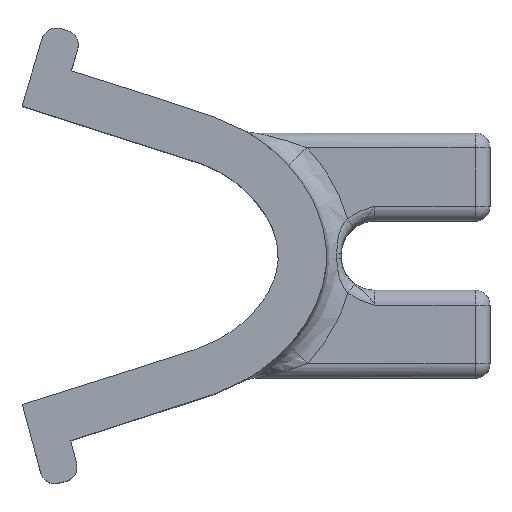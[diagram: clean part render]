
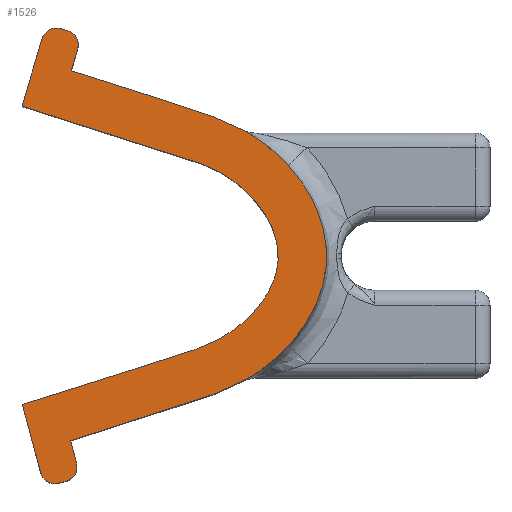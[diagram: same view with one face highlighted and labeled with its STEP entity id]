
A CAD part, top view. The second image highlights one B-rep face of the part: STEP entity #1526.
In plain terms, the highlighted planar face has unit normal (0, 0, 1).
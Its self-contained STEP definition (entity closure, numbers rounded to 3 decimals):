
#72=B_SPLINE_CURVE_WITH_KNOTS('',3,(#2578,#2579,#2580,#2581,#2582,#2583,
#2584,#2585,#2586,#2587,#2588,#2589,#2590,#2591,#2592,#2593,#2594,#2595,
#2596,#2597,#2598,#2599,#2600,#2601,#2602,#2603,#2604,#2605,#2606,#2607,
#2608,#2609,#2610,#2611,#2612,#2613,#2614),.UNSPECIFIED.,.F.,.F.,(4,3,3,
3,3,3,3,3,3,3,3,3,4),(-0.943,-0.859,-0.777,
-0.699,-0.624,-0.555,-0.504,
-0.456,-0.391,-0.315,-0.247,
-0.166,-0.058),.UNSPECIFIED.);
#92=B_SPLINE_CURVE_WITH_KNOTS('',3,(#3378,#3379,#3380,#3381,#3382,#3383,
#3384,#3385,#3386,#3387,#3388,#3389,#3390,#3391,#3392,#3393,#3394,#3395,
#3396,#3397,#3398,#3399,#3400,#3401,#3402,#3403,#3404,#3405,#3406,#3407,
#3408,#3409,#3410,#3411,#3412,#3413,#3414),.UNSPECIFIED.,.F.,.F.,(4,3,3,
3,3,3,3,3,3,3,3,3,4),(0.,0.149,0.244,0.307,
0.368,0.438,0.503,0.571,
0.636,0.705,0.778,0.904,
1.),.UNSPECIFIED.);
#111=PLANE('',#1657);
#173=FACE_OUTER_BOUND('',#268,.T.);
#268=EDGE_LOOP('',(#1251,#1252,#1253,#1254,#1255,#1256,#1257,#1258,#1259,
#1260,#1261,#1262));
#322=LINE('',#2184,#435);
#339=LINE('',#2354,#452);
#343=LINE('',#2364,#456);
#350=LINE('',#2389,#463);
#387=LINE('',#3299,#500);
#388=LINE('',#3302,#501);
#435=VECTOR('',#1757,10.);
#452=VECTOR('',#1796,10.);
#456=VECTOR('',#1806,10.);
#463=VECTOR('',#1827,10.);
#500=VECTOR('',#1954,10.);
#501=VECTOR('',#1957,10.);
#544=CIRCLE('',#1587,2.);
#549=CIRCLE('',#1595,2.);
#554=CIRCLE('',#1602,2.);
#559=CIRCLE('',#1609,2.);
#620=VERTEX_POINT('',#2171);
#621=VERTEX_POINT('',#2172);
#625=VERTEX_POINT('',#2182);
#647=VERTEX_POINT('',#2326);
#656=VERTEX_POINT('',#2349);
#657=VERTEX_POINT('',#2356);
#658=VERTEX_POINT('',#2357);
#659=VERTEX_POINT('',#2362);
#668=VERTEX_POINT('',#2382);
#669=VERTEX_POINT('',#2383);
#670=VERTEX_POINT('',#2388);
#720=VERTEX_POINT('',#3301);
#759=EDGE_CURVE('',#620,#621,#544,.T.);
#765=EDGE_CURVE('',#620,#625,#322,.T.);
#788=EDGE_CURVE('',#647,#625,#549,.T.);
#799=EDGE_CURVE('',#647,#656,#339,.T.);
#800=EDGE_CURVE('',#657,#658,#554,.T.);
#804=EDGE_CURVE('',#657,#659,#343,.T.);
#813=EDGE_CURVE('',#668,#669,#559,.T.);
#816=EDGE_CURVE('',#670,#669,#350,.T.);
#848=EDGE_CURVE('',#656,#670,#72,.T.);
#905=EDGE_CURVE('',#668,#658,#387,.T.);
#906=EDGE_CURVE('',#720,#621,#388,.T.);
#908=EDGE_CURVE('',#659,#720,#92,.T.);
#1251=ORIENTED_EDGE('',*,*,#759,.F.);
#1252=ORIENTED_EDGE('',*,*,#765,.T.);
#1253=ORIENTED_EDGE('',*,*,#788,.F.);
#1254=ORIENTED_EDGE('',*,*,#799,.T.);
#1255=ORIENTED_EDGE('',*,*,#848,.T.);
#1256=ORIENTED_EDGE('',*,*,#816,.T.);
#1257=ORIENTED_EDGE('',*,*,#813,.F.);
#1258=ORIENTED_EDGE('',*,*,#905,.T.);
#1259=ORIENTED_EDGE('',*,*,#800,.F.);
#1260=ORIENTED_EDGE('',*,*,#804,.T.);
#1261=ORIENTED_EDGE('',*,*,#908,.T.);
#1262=ORIENTED_EDGE('',*,*,#906,.T.);
#1526=ADVANCED_FACE('',(#173),#111,.T.);
#1587=AXIS2_PLACEMENT_3D('',#2173,#1747,#1748);
#1595=AXIS2_PLACEMENT_3D('',#2327,#1780,#1781);
#1602=AXIS2_PLACEMENT_3D('',#2358,#1799,#1800);
#1609=AXIS2_PLACEMENT_3D('',#2384,#1821,#1822);
#1657=AXIS2_PLACEMENT_3D('',#3415,#1959,#1960);
#1747=DIRECTION('center_axis',(0.,0.,-1.));
#1748=DIRECTION('ref_axis',(-0.499,-0.867,0.));
#1757=DIRECTION('',(0.966,0.26,0.));
#1780=DIRECTION('center_axis',(0.,0.,-1.));
#1781=DIRECTION('ref_axis',(0.867,-0.499,0.));
#1796=DIRECTION('',(-0.26,0.966,0.));
#1799=DIRECTION('center_axis',(0.,0.,-1.));
#1800=DIRECTION('ref_axis',(-0.477,0.879,0.));
#1806=DIRECTION('',(-0.284,-0.959,0.));
#1821=DIRECTION('center_axis',(0.,0.,-1.));
#1822=DIRECTION('ref_axis',(0.879,0.477,0.));
#1827=DIRECTION('',(0.284,0.959,0.));
#1954=DIRECTION('',(-0.959,0.284,0.));
#1957=DIRECTION('',(0.26,-0.966,0.));
#1959=DIRECTION('center_axis',(0.,0.,1.));
#1960=DIRECTION('ref_axis',(1.,0.,0.));
#2171=CARTESIAN_POINT('',(-36.011,-30.634,30.));
#2172=CARTESIAN_POINT('',(-38.463,-29.224,30.));
#2173=CARTESIAN_POINT('Origin',(-36.532,-28.703,30.));
#2182=CARTESIAN_POINT('',(-35.046,-30.374,30.));
#2184=CARTESIAN_POINT('',(-37.942,-31.155,30.));
#2326=CARTESIAN_POINT('',(-33.636,-27.922,30.));
#2327=CARTESIAN_POINT('Origin',(-35.567,-28.443,30.));
#2349=CARTESIAN_POINT('',(-34.44,-24.94,30.));
#2354=CARTESIAN_POINT('',(-33.115,-29.853,30.));
#2356=CARTESIAN_POINT('',(-38.275,29.171,30.));
#2357=CARTESIAN_POINT('',(-35.789,30.521,30.));
#2358=CARTESIAN_POINT('Origin',(-36.357,28.603,30.));
#2362=CARTESIAN_POINT('',(-40.972,20.062,30.));
#2364=CARTESIAN_POINT('',(-39.127,26.294,30.));
#2382=CARTESIAN_POINT('',(-34.831,30.237,30.));
#2383=CARTESIAN_POINT('',(-33.481,27.751,30.));
#2384=CARTESIAN_POINT('Origin',(-35.398,28.319,30.));
#2388=CARTESIAN_POINT('',(-34.34,24.848,30.));
#2389=CARTESIAN_POINT('',(-32.913,29.669,30.));
#2578=CARTESIAN_POINT('Ctrl Pts',(-34.44,-24.94,30.));
#2579=CARTESIAN_POINT('Ctrl Pts',(-32.001,-24.191,30.));
#2580=CARTESIAN_POINT('Ctrl Pts',(-29.498,-23.358,30.));
#2581=CARTESIAN_POINT('Ctrl Pts',(-27.066,-22.538,30.));
#2582=CARTESIAN_POINT('Ctrl Pts',(-24.715,-21.744,30.));
#2583=CARTESIAN_POINT('Ctrl Pts',(-22.487,-21.002,30.));
#2584=CARTESIAN_POINT('Ctrl Pts',(-20.437,-20.365,30.));
#2585=CARTESIAN_POINT('Ctrl Pts',(-18.5,-19.764,30.));
#2586=CARTESIAN_POINT('Ctrl Pts',(-16.672,-19.269,30.));
#2587=CARTESIAN_POINT('Ctrl Pts',(-14.542,-18.44,30.));
#2588=CARTESIAN_POINT('Ctrl Pts',(-12.47,-17.633,30.));
#2589=CARTESIAN_POINT('Ctrl Pts',(-10.141,-16.462,30.));
#2590=CARTESIAN_POINT('Ctrl Pts',(-7.817,-14.623,30.));
#2591=CARTESIAN_POINT('Ctrl Pts',(-5.686,-12.937,30.));
#2592=CARTESIAN_POINT('Ctrl Pts',(-3.533,-10.687,30.));
#2593=CARTESIAN_POINT('Ctrl Pts',(-1.991,-7.802,30.));
#2594=CARTESIAN_POINT('Ctrl Pts',(-0.851,-5.668,30.));
#2595=CARTESIAN_POINT('Ctrl Pts',(-0.086,-3.162,
30.));
#2596=CARTESIAN_POINT('Ctrl Pts',(-0.007,-0.584,
30.));
#2597=CARTESIAN_POINT('Ctrl Pts',(0.069,1.87,30.));
#2598=CARTESIAN_POINT('Ctrl Pts',(-0.481,4.317,30.));
#2599=CARTESIAN_POINT('Ctrl Pts',(-1.417,6.453,30.));
#2600=CARTESIAN_POINT('Ctrl Pts',(-2.657,9.284,30.));
#2601=CARTESIAN_POINT('Ctrl Pts',(-4.509,11.605,30.));
#2602=CARTESIAN_POINT('Ctrl Pts',(-6.425,13.404,30.));
#2603=CARTESIAN_POINT('Ctrl Pts',(-8.704,15.544,30.));
#2604=CARTESIAN_POINT('Ctrl Pts',(-11.101,16.942,30.));
#2605=CARTESIAN_POINT('Ctrl Pts',(-13.248,17.876,30.));
#2606=CARTESIAN_POINT('Ctrl Pts',(-15.147,18.702,30.));
#2607=CARTESIAN_POINT('Ctrl Pts',(-16.817,19.217,30.));
#2608=CARTESIAN_POINT('Ctrl Pts',(-18.56,19.79,30.));
#2609=CARTESIAN_POINT('Ctrl Pts',(-20.649,20.476,30.));
#2610=CARTESIAN_POINT('Ctrl Pts',(-22.841,21.191,30.));
#2611=CARTESIAN_POINT('Ctrl Pts',(-25.083,21.919,30.));
#2612=CARTESIAN_POINT('Ctrl Pts',(-28.092,22.895,30.));
#2613=CARTESIAN_POINT('Ctrl Pts',(-31.258,23.899,30.));
#2614=CARTESIAN_POINT('Ctrl Pts',(-34.34,24.848,30.));
#3299=CARTESIAN_POINT('',(-37.707,31.089,30.));
#3301=CARTESIAN_POINT('',(-40.937,-20.052,30.));
#3302=CARTESIAN_POINT('',(-40.807,-20.534,30.));
#3378=CARTESIAN_POINT('Ctrl Pts',(-40.972,20.062,30.));
#3379=CARTESIAN_POINT('Ctrl Pts',(-37.021,18.892,30.));
#3380=CARTESIAN_POINT('Ctrl Pts',(-32.67,17.538,30.));
#3381=CARTESIAN_POINT('Ctrl Pts',(-28.538,16.205,30.));
#3382=CARTESIAN_POINT('Ctrl Pts',(-25.892,15.351,30.));
#3383=CARTESIAN_POINT('Ctrl Pts',(-23.286,14.5,30.));
#3384=CARTESIAN_POINT('Ctrl Pts',(-20.837,13.696,30.));
#3385=CARTESIAN_POINT('Ctrl Pts',(-19.228,13.168,30.));
#3386=CARTESIAN_POINT('Ctrl Pts',(-17.741,12.693,30.));
#3387=CARTESIAN_POINT('Ctrl Pts',(-16.374,12.139,30.));
#3388=CARTESIAN_POINT('Ctrl Pts',(-15.047,11.601,30.));
#3389=CARTESIAN_POINT('Ctrl Pts',(-13.775,10.956,30.));
#3390=CARTESIAN_POINT('Ctrl Pts',(-12.441,9.972,30.));
#3391=CARTESIAN_POINT('Ctrl Pts',(-10.896,8.832,30.));
#3392=CARTESIAN_POINT('Ctrl Pts',(-9.281,7.215,30.));
#3393=CARTESIAN_POINT('Ctrl Pts',(-8.134,5.312,30.));
#3394=CARTESIAN_POINT('Ctrl Pts',(-7.083,3.571,30.));
#3395=CARTESIAN_POINT('Ctrl Pts',(-6.473,1.642,30.));
#3396=CARTESIAN_POINT('Ctrl Pts',(-6.5,-0.24,30.));
#3397=CARTESIAN_POINT('Ctrl Pts',(-6.529,-2.233,30.));
#3398=CARTESIAN_POINT('Ctrl Pts',(-7.273,-4.227,30.));
#3399=CARTESIAN_POINT('Ctrl Pts',(-8.485,-5.985,30.));
#3400=CARTESIAN_POINT('Ctrl Pts',(-9.632,-7.647,30.));
#3401=CARTESIAN_POINT('Ctrl Pts',(-11.149,-9.06,30.));
#3402=CARTESIAN_POINT('Ctrl Pts',(-12.629,-10.11,30.));
#3403=CARTESIAN_POINT('Ctrl Pts',(-14.226,-11.243,30.));
#3404=CARTESIAN_POINT('Ctrl Pts',(-15.749,-11.958,30.));
#3405=CARTESIAN_POINT('Ctrl Pts',(-17.287,-12.53,30.));
#3406=CARTESIAN_POINT('Ctrl Pts',(-18.899,-13.129,30.));
#3407=CARTESIAN_POINT('Ctrl Pts',(-20.601,-13.609,30.));
#3408=CARTESIAN_POINT('Ctrl Pts',(-22.494,-14.198,30.));
#3409=CARTESIAN_POINT('Ctrl Pts',(-25.749,-15.21,30.));
#3410=CARTESIAN_POINT('Ctrl Pts',(-29.487,-16.518,30.));
#3411=CARTESIAN_POINT('Ctrl Pts',(-33.059,-17.685,30.));
#3412=CARTESIAN_POINT('Ctrl Pts',(-35.782,-18.573,30.));
#3413=CARTESIAN_POINT('Ctrl Pts',(-38.419,-19.373,30.));
#3414=CARTESIAN_POINT('Ctrl Pts',(-40.937,-20.052,30.));
#3415=CARTESIAN_POINT('Origin',(-20.452,2.38,30.));
